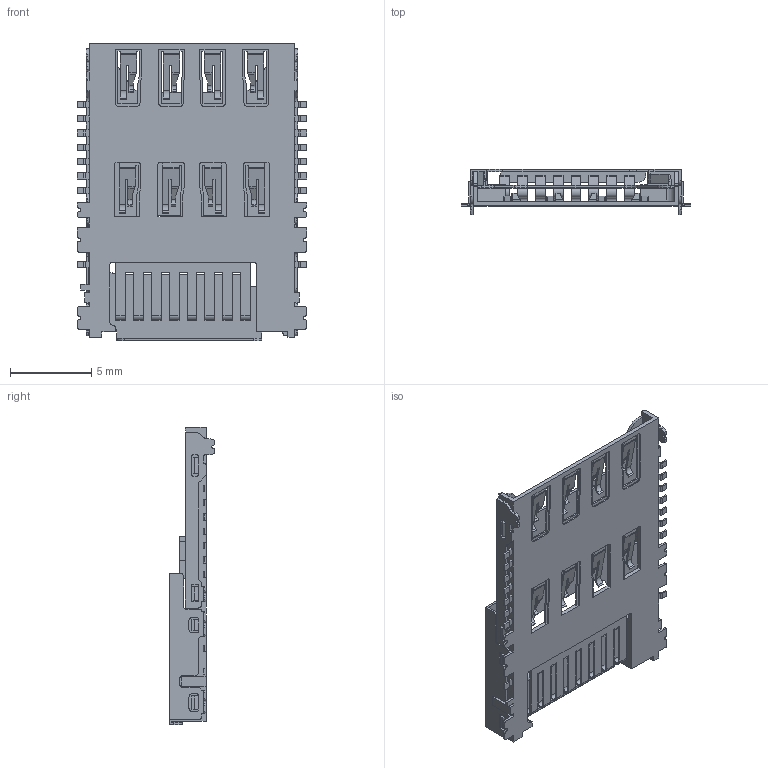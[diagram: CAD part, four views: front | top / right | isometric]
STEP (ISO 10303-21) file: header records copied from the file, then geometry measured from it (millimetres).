
FILE_DESCRIPTION((''),'2;1');
FILE_NAME('1041681616','2017-07-18T',('ghp'),(''),'PRO/ENGINEER BY PARAMETRIC TECHNOLOGY CORPORATION, 2012310','PRO/ENGINEER BY PARAMETRIC TECHNOLOGY CORPORATION, 2012310','');
FILE_SCHEMA(('CONFIG_CONTROL_DESIGN'));
Length unit declared in the file: millimetre
Products named in the file (1): 1041681616
Bounding box: 14.1 x 2.83 x 18.3 mm (x, y, z)
Volume: 114.8 mm3; surface area: 1036.7 mm2
Topology: 1 solids, 1 shells, 1177 faces, 3539 edges, 2392 vertices
Faces by surface type: plane 784, cylinder 393
Entity records: 39637 total; most frequent: CARTESIAN_POINT 7039, ORIENTED_EDGE 6852, DIRECTION 6665, EDGE_CURVE 3426, VECTOR 2737, LINE 2737, VERTEX_POINT 2278, AXIS2_PLACEMENT_3D 1964
